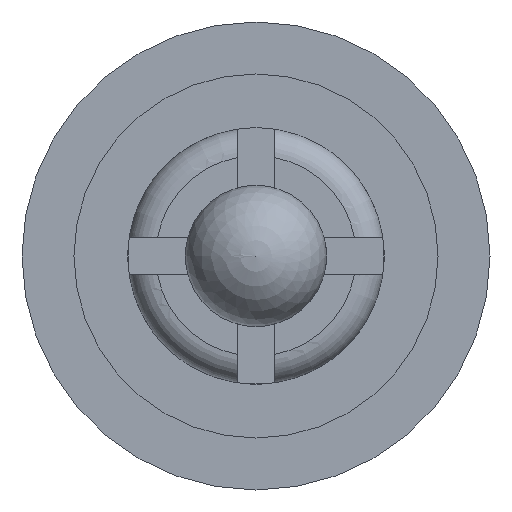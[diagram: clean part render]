
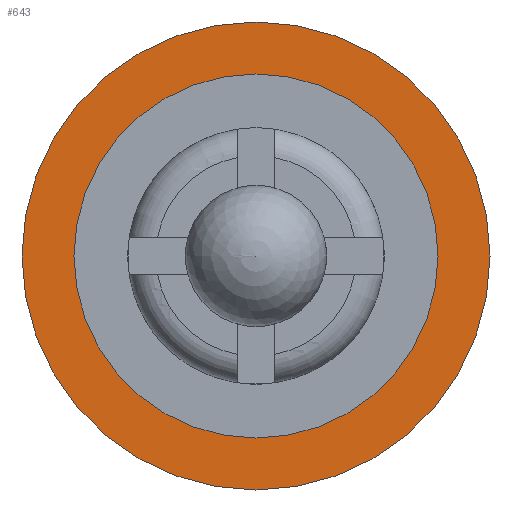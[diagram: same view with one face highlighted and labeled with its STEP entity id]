
A CAD part, front view. The second image highlights one B-rep face of the part: STEP entity #643.
In plain terms, the highlighted planar face has unit normal (0, -1, 0).
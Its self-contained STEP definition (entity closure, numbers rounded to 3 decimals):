
#36=FACE_BOUND('',#128,.T.);
#57=PLANE('',#738);
#91=FACE_OUTER_BOUND('',#127,.T.);
#127=EDGE_LOOP('',(#595,#596));
#128=EDGE_LOOP('',(#597,#598));
#250=CIRCLE('',#732,2.489);
#251=CIRCLE('',#733,2.489);
#252=CIRCLE('',#735,3.2);
#253=CIRCLE('',#736,3.2);
#317=VERTEX_POINT('',#1484);
#318=VERTEX_POINT('',#1486);
#319=VERTEX_POINT('',#1490);
#320=VERTEX_POINT('',#1491);
#411=EDGE_CURVE('',#318,#317,#250,.T.);
#412=EDGE_CURVE('',#317,#318,#251,.T.);
#413=EDGE_CURVE('',#319,#320,#252,.T.);
#414=EDGE_CURVE('',#320,#319,#253,.T.);
#595=ORIENTED_EDGE('',*,*,#413,.T.);
#596=ORIENTED_EDGE('',*,*,#414,.T.);
#597=ORIENTED_EDGE('',*,*,#411,.T.);
#598=ORIENTED_EDGE('',*,*,#412,.T.);
#643=ADVANCED_FACE('',(#91,#36),#57,.T.);
#732=AXIS2_PLACEMENT_3D('',#1487,#923,#924);
#733=AXIS2_PLACEMENT_3D('',#1488,#925,#926);
#735=AXIS2_PLACEMENT_3D('',#1492,#929,#930);
#736=AXIS2_PLACEMENT_3D('',#1493,#931,#932);
#738=AXIS2_PLACEMENT_3D('',#1496,#936,#937);
#923=DIRECTION('center_axis',(0.,1.,0.));
#924=DIRECTION('ref_axis',(0.,0.,-1.));
#925=DIRECTION('center_axis',(0.,1.,0.));
#926=DIRECTION('ref_axis',(0.,0.,-1.));
#929=DIRECTION('center_axis',(0.,-1.,0.));
#930=DIRECTION('ref_axis',(0.,0.,-1.));
#931=DIRECTION('center_axis',(0.,-1.,0.));
#932=DIRECTION('ref_axis',(0.,0.,-1.));
#936=DIRECTION('center_axis',(0.,-1.,0.));
#937=DIRECTION('ref_axis',(0.,0.,-1.));
#1484=CARTESIAN_POINT('',(1.341,3.375,1.908));
#1486=CARTESIAN_POINT('',(1.341,3.375,-3.071));
#1487=CARTESIAN_POINT('Origin',(1.341,3.375,-0.582));
#1488=CARTESIAN_POINT('Origin',(1.341,3.375,-0.582));
#1490=CARTESIAN_POINT('',(1.341,3.375,-3.782));
#1491=CARTESIAN_POINT('',(1.341,3.375,2.619));
#1492=CARTESIAN_POINT('Origin',(1.341,3.375,-0.582));
#1493=CARTESIAN_POINT('Origin',(1.341,3.375,-0.582));
#1496=CARTESIAN_POINT('Origin',(4.542,3.375,-0.582));
